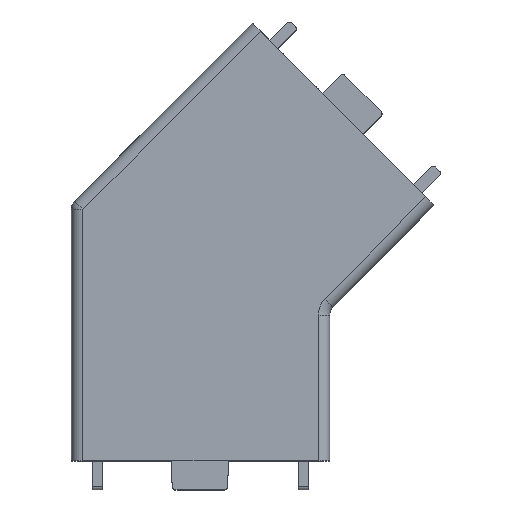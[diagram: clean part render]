
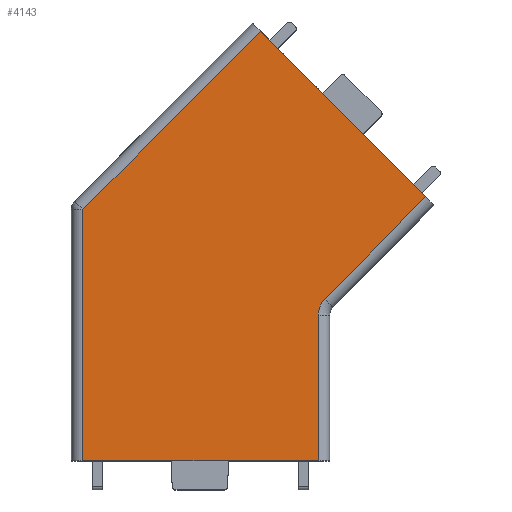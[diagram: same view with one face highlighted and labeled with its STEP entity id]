
A CAD part, top view. The second image highlights one B-rep face of the part: STEP entity #4143.
In plain terms, the highlighted planar face has unit normal (0, 0, 1).
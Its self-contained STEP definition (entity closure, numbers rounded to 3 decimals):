
#248=CIRCLE('',#4480,4.);
#589=ORIENTED_EDGE('',*,*,#1632,.T.);
#590=ORIENTED_EDGE('',*,*,#1800,.T.);
#591=ORIENTED_EDGE('',*,*,#1801,.T.);
#592=ORIENTED_EDGE('',*,*,#1802,.T.);
#593=ORIENTED_EDGE('',*,*,#1667,.T.);
#594=ORIENTED_EDGE('',*,*,#1803,.T.);
#595=ORIENTED_EDGE('',*,*,#1804,.T.);
#1632=EDGE_CURVE('',#2253,#2252,#2638,.T.);
#1667=EDGE_CURVE('',#2287,#2288,#2655,.T.);
#1800=EDGE_CURVE('',#2252,#2393,#2749,.T.);
#1801=EDGE_CURVE('',#2393,#2394,#248,.F.);
#1802=EDGE_CURVE('',#2394,#2287,#2750,.T.);
#1803=EDGE_CURVE('',#2288,#2395,#2751,.T.);
#1804=EDGE_CURVE('',#2395,#2253,#2752,.T.);
#2252=VERTEX_POINT('',#6234);
#2253=VERTEX_POINT('',#6236);
#2287=VERTEX_POINT('',#6306);
#2288=VERTEX_POINT('',#6307);
#2393=VERTEX_POINT('',#6566);
#2394=VERTEX_POINT('',#6568);
#2395=VERTEX_POINT('',#6571);
#2638=LINE('',#6235,#3048);
#2655=LINE('',#6305,#3065);
#2749=LINE('',#6565,#3159);
#2750=LINE('',#6569,#3160);
#2751=LINE('',#6570,#3161);
#2752=LINE('',#6572,#3162);
#3048=VECTOR('',#4893,1000.);
#3065=VECTOR('',#4948,1000.);
#3159=VECTOR('',#5162,1000.);
#3160=VECTOR('',#5165,1000.);
#3161=VECTOR('',#5166,1000.);
#3162=VECTOR('',#5167,1000.);
#3477=EDGE_LOOP('',(#589,#590,#591,#592,#593,#594,#595));
#3753=FACE_BOUND('',#3477,.T.);
#4008=PLANE('',#4479);
#4143=ADVANCED_FACE('',(#3753),#4008,.T.);
#4479=AXIS2_PLACEMENT_3D('',#6564,#5160,#5161);
#4480=AXIS2_PLACEMENT_3D('',#6567,#5163,#5164);
#4893=DIRECTION('',(1.,0.,0.));
#4948=DIRECTION('',(-0.706,0.708,0.));
#5160=DIRECTION('',(0.,0.,1.));
#5161=DIRECTION('',(1.,0.,0.));
#5162=DIRECTION('',(0.,1.,0.));
#5163=DIRECTION('',(0.,0.,1.));
#5164=DIRECTION('',(1.,0.,0.));
#5165=DIRECTION('',(0.702,0.712,0.));
#5166=DIRECTION('',(-0.707,-0.707,0.));
#5167=DIRECTION('',(0.,-1.,0.));
#6234=CARTESIAN_POINT('',(43.,0.,22.825));
#6235=CARTESIAN_POINT('',(0.,0.,22.825));
#6236=CARTESIAN_POINT('',(2.,0.,22.825));
#6305=CARTESIAN_POINT('',(63.154,44.593,22.825));
#6306=CARTESIAN_POINT('',(61.741,46.009,22.825));
#6307=CARTESIAN_POINT('',(32.989,74.844,22.825));
#6564=CARTESIAN_POINT('',(2.,43.831,22.825));
#6565=CARTESIAN_POINT('',(43.,25.369,22.825));
#6566=CARTESIAN_POINT('',(43.,25.369,22.825));
#6567=CARTESIAN_POINT('',(47.,25.369,22.825));
#6568=CARTESIAN_POINT('',(44.152,28.178,22.825));
#6569=CARTESIAN_POINT('',(61.73,45.997,22.825));
#6570=CARTESIAN_POINT('',(2.,43.831,22.825));
#6571=CARTESIAN_POINT('',(2.,43.831,22.825));
#6572=CARTESIAN_POINT('',(2.,0.,22.825));
